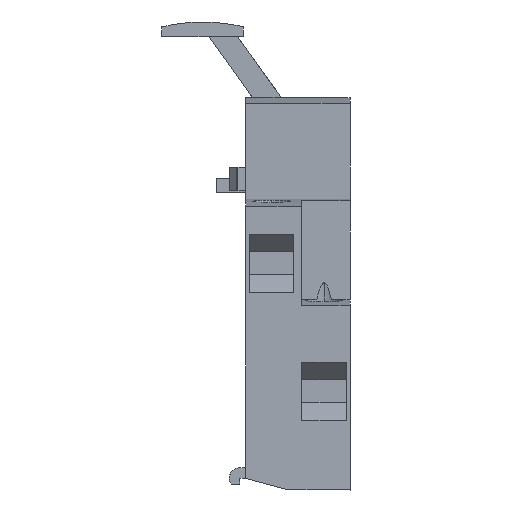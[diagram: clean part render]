
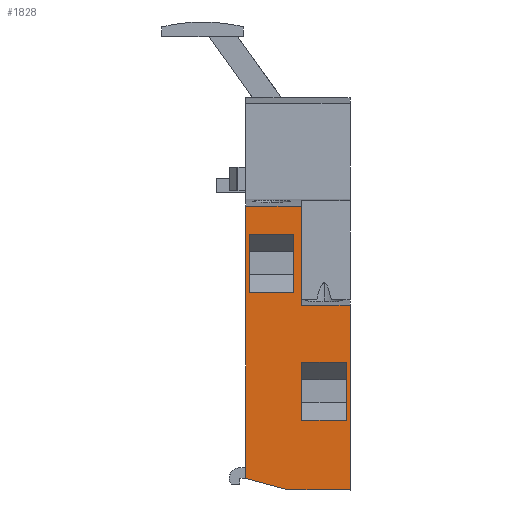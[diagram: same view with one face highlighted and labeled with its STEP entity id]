
A CAD part, front view. The second image highlights one B-rep face of the part: STEP entity #1828.
In plain terms, the highlighted planar face has unit normal (0, -1, 0).
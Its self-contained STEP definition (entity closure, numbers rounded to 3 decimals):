
#1351=FACE_BOUND('',#2628,.T.);
#1352=FACE_BOUND('',#2629,.T.);
#1353=FACE_BOUND('',#2630,.T.);
#1828=ADVANCED_FACE('NONE',(#1351,#1352,#1353),#2047,.T.);
#2047=PLANE('',#7077);
#2628=EDGE_LOOP('',(#4938,#4939,#4940,#4941));
#2629=EDGE_LOOP('',(#4942,#4943,#4944,#4945,#4946,#4947,#4948));
#2630=EDGE_LOOP('',(#4949,#4950,#4951,#4952));
#3009=LINE('',#10938,#3514);
#3011=LINE('',#10942,#3516);
#3013=LINE('',#10946,#3518);
#3014=LINE('',#10948,#3519);
#3017=LINE('',#10954,#3522);
#3019=LINE('',#10958,#3524);
#3021=LINE('',#10962,#3526);
#3022=LINE('',#10964,#3527);
#3026=LINE('',#11003,#3531);
#3113=LINE('',#11229,#3618);
#3118=LINE('',#11259,#3623);
#3123=LINE('',#11270,#3628);
#3137=LINE('',#11346,#3642);
#3138=LINE('',#11347,#3643);
#3139=LINE('',#11349,#3644);
#3514=VECTOR('',#7957,1.);
#3516=VECTOR('',#7961,1.);
#3518=VECTOR('',#7965,1.);
#3519=VECTOR('',#7968,1.);
#3522=VECTOR('',#7973,1.);
#3524=VECTOR('',#7977,1.);
#3526=VECTOR('',#7981,1.);
#3527=VECTOR('',#7984,1.);
#3531=VECTOR('',#8002,1.);
#3618=VECTOR('',#8163,1.);
#3623=VECTOR('',#8170,1.);
#3628=VECTOR('',#8181,1.);
#3642=VECTOR('',#8219,1.);
#3643=VECTOR('',#8220,1.);
#3644=VECTOR('',#8221,1.);
#4938=ORIENTED_EDGE('',*,*,#6376,.F.);
#4939=ORIENTED_EDGE('',*,*,#6374,.T.);
#4940=ORIENTED_EDGE('',*,*,#6377,.F.);
#4941=ORIENTED_EDGE('',*,*,#6372,.F.);
#4942=ORIENTED_EDGE('',*,*,#6517,.F.);
#4943=ORIENTED_EDGE('',*,*,#6386,.T.);
#4944=ORIENTED_EDGE('',*,*,#6484,.F.);
#4945=ORIENTED_EDGE('',*,*,#6518,.T.);
#4946=ORIENTED_EDGE('',*,*,#6519,.T.);
#4947=ORIENTED_EDGE('',*,*,#6490,.T.);
#4948=ORIENTED_EDGE('',*,*,#6496,.F.);
#4949=ORIENTED_EDGE('',*,*,#6366,.F.);
#4950=ORIENTED_EDGE('',*,*,#6369,.F.);
#4951=ORIENTED_EDGE('',*,*,#6364,.T.);
#4952=ORIENTED_EDGE('',*,*,#6368,.F.);
#5646=VERTEX_POINT('',#10935);
#5647=VERTEX_POINT('',#10937);
#5648=VERTEX_POINT('',#10941);
#5649=VERTEX_POINT('',#10943);
#5650=VERTEX_POINT('',#10951);
#5651=VERTEX_POINT('',#10953);
#5652=VERTEX_POINT('',#10957);
#5653=VERTEX_POINT('',#10959);
#5659=VERTEX_POINT('',#10998);
#5661=VERTEX_POINT('',#11002);
#5735=VERTEX_POINT('',#11228);
#5736=VERTEX_POINT('',#11252);
#5739=VERTEX_POINT('',#11258);
#5742=VERTEX_POINT('',#11269);
#5749=VERTEX_POINT('',#11348);
#6364=EDGE_CURVE('NONE',#5646,#5647,#3009,.T.);
#6366=EDGE_CURVE('NONE',#5648,#5649,#3011,.T.);
#6368=EDGE_CURVE('NONE',#5649,#5647,#3013,.T.);
#6369=EDGE_CURVE('NONE',#5646,#5648,#3014,.T.);
#6372=EDGE_CURVE('NONE',#5651,#5650,#3017,.T.);
#6374=EDGE_CURVE('NONE',#5653,#5652,#3019,.T.);
#6376=EDGE_CURVE('NONE',#5653,#5651,#3021,.T.);
#6377=EDGE_CURVE('NONE',#5650,#5652,#3022,.T.);
#6386=EDGE_CURVE('NONE',#5659,#5661,#3026,.T.);
#6484=EDGE_CURVE('NONE',#5735,#5661,#3113,.T.);
#6490=EDGE_CURVE('NONE',#5736,#5739,#3118,.T.);
#6496=EDGE_CURVE('NONE',#5742,#5739,#3123,.T.);
#6517=EDGE_CURVE('NONE',#5659,#5742,#3137,.T.);
#6518=EDGE_CURVE('NONE',#5735,#5749,#3138,.T.);
#6519=EDGE_CURVE('NONE',#5749,#5736,#3139,.T.);
#7077=AXIS2_PLACEMENT_3D('',#11350,#8222,#8223);
#7957=DIRECTION('',(0.,0.,1.));
#7961=DIRECTION('',(0.,0.,1.));
#7965=DIRECTION('',(-1.,0.,0.));
#7968=DIRECTION('',(1.,0.,0.));
#7973=DIRECTION('',(0.,0.,-1.));
#7977=DIRECTION('',(0.,0.,-1.));
#7981=DIRECTION('',(-1.,0.,0.));
#7984=DIRECTION('',(1.,0.,0.));
#8002=DIRECTION('',(0.,0.,1.));
#8163=DIRECTION('',(1.,0.,0.));
#8170=DIRECTION('',(1.,0.,0.));
#8181=DIRECTION('',(0.,0.,-1.));
#8219=DIRECTION('',(1.,0.,0.));
#8220=DIRECTION('',(0.,0.,-1.));
#8221=DIRECTION('',(0.966,0.,-0.259));
#8222=DIRECTION('',(0.,-1.,0.));
#8223=DIRECTION('',(0.,0.,-1.));
#10935=CARTESIAN_POINT('',(24.097,0.,11.998));
#10937=CARTESIAN_POINT('',(24.097,0.,22.002));
#10938=CARTESIAN_POINT('',(24.097,0.,0.));
#10941=CARTESIAN_POINT('',(31.697,0.,11.998));
#10942=CARTESIAN_POINT('',(31.697,0.,0.));
#10943=CARTESIAN_POINT('',(31.697,0.,22.002));
#10946=CARTESIAN_POINT('',(14.397,0.,22.002));
#10948=CARTESIAN_POINT('',(14.397,0.,11.998));
#10951=CARTESIAN_POINT('',(15.097,0.,33.998));
#10953=CARTESIAN_POINT('',(15.097,0.,44.002));
#10954=CARTESIAN_POINT('',(15.097,0.,0.));
#10957=CARTESIAN_POINT('',(22.697,0.,33.998));
#10958=CARTESIAN_POINT('',(22.697,0.,0.));
#10959=CARTESIAN_POINT('',(22.697,0.,44.002));
#10962=CARTESIAN_POINT('',(14.397,0.,44.002));
#10964=CARTESIAN_POINT('',(14.397,0.,33.998));
#10998=CARTESIAN_POINT('',(23.997,0.,31.764));
#11002=CARTESIAN_POINT('',(23.997,0.,48.764));
#11003=CARTESIAN_POINT('',(23.997,0.,0.));
#11228=CARTESIAN_POINT('',(14.397,0.,48.764));
#11229=CARTESIAN_POINT('',(14.397,0.,48.764));
#11252=CARTESIAN_POINT('',(21.861,0.,0.));
#11258=CARTESIAN_POINT('',(32.397,0.,0.));
#11259=CARTESIAN_POINT('',(14.397,0.,0.));
#11269=CARTESIAN_POINT('',(32.397,0.,31.764));
#11270=CARTESIAN_POINT('',(32.397,0.,0.));
#11346=CARTESIAN_POINT('',(33.997,0.,31.764));
#11347=CARTESIAN_POINT('',(14.397,0.,0.));
#11348=CARTESIAN_POINT('',(14.397,0.,2.));
#11349=CARTESIAN_POINT('',(21.861,0.,0.));
#11350=CARTESIAN_POINT('',(14.397,0.,0.));
